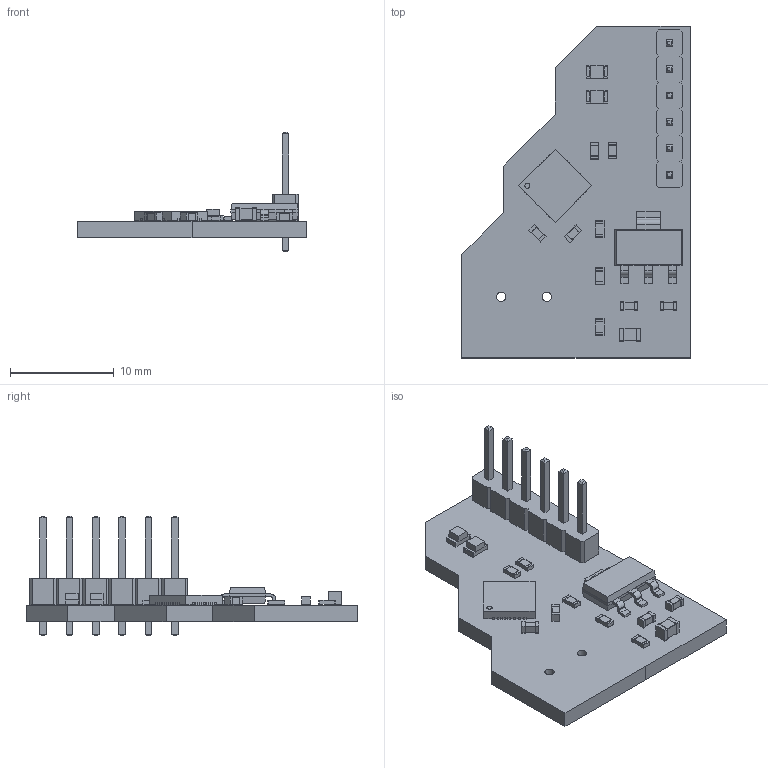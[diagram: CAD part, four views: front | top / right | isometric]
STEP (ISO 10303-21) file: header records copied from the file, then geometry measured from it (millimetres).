
FILE_DESCRIPTION(('KiCad electronic assembly'),'2;1');
FILE_NAME('lichtenprog.step','2020-04-17T01:27:20',('An Author'),( 'A Company'),'Open CASCADE STEP processor 7.4', 'KiCad to STEP converter','Unknown');
FILE_SCHEMA(('AUTOMOTIVE_DESIGN { 1 0 10303 214 1 1 1 1 }'));
Length unit declared in the file: millimetre
Products named in the file (16): Open CASCADE STEP translator 7.4 1; QFN-28-1EP_5x5mm_P0.5mm_EP3.35x3.35mm; SOLID; SOT-223; R_0603_1608Metric; L_0805_2012Metric; PinHeader_1x06_P2.54mm_Vertical; LED_0805_2012Metric; C_0603_1608Metric; COMPOUND
Assembly tree (23 placements, depth 3):
  Open CASCADE STEP translator 7.4 1
    QFN-28-1EP_5x5mm_P0.5mm_EP3.35x3.35mm
      SOLID
    SOT-223
      SOLID
    R_0603_1608Metric  x5
      SOLID
    L_0805_2012Metric
      SOLID
    PinHeader_1x06_P2.54mm_Vertical
      SOLID
    LED_0805_2012Metric  x2
      SOLID
    C_0603_1608Metric  x4
      SOLID
    COMPOUND
Bounding box: 22 x 32 x 11.54 mm (x, y, z)
Volume: 1080 mm3; surface area: 1866.2 mm2
Topology: 16 solids, 16 shells, 798 faces, 2108 edges, 1368 vertices
Faces by surface type: plane 613, cylinder 169, bspline 16
Full cylindrical faces by diameter (mm): 0.5 x1, 0.9 x2, 1 x6
Entity records: 40966 total; most frequent: CARTESIAN_POINT 6925, DIRECTION 5604, LINE 4039, VECTOR 4039, ORIENTED_EDGE 2974, PCURVE 2974, DEFINITIONAL_REPRESENTATION 2974, EDGE_CURVE 1487
